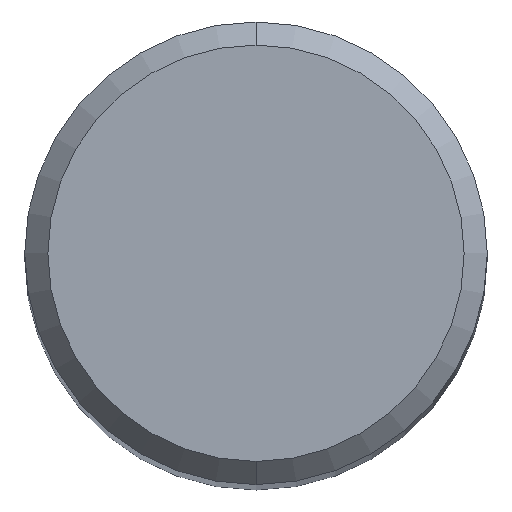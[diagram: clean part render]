
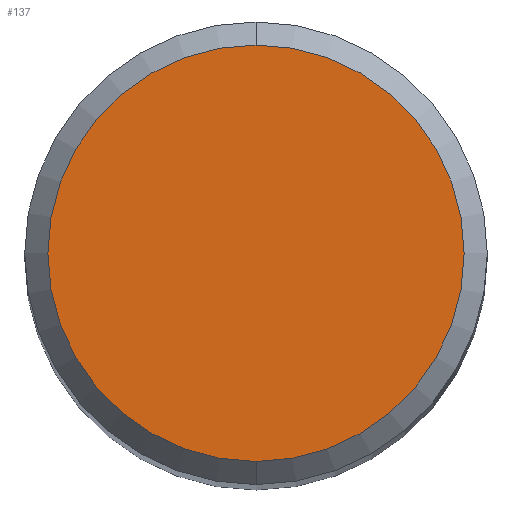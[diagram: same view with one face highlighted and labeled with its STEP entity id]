
A CAD part, top view. The second image highlights one B-rep face of the part: STEP entity #137.
In plain terms, the highlighted planar face has unit normal (0, 0, 1).
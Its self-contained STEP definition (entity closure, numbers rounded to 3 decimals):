
#103=EDGE_CURVE('',#143,#123,#255,.T.);
#123=VERTEX_POINT('',#279);
#137=ADVANCED_FACE('',(#296),#297,.T.);
#143=VERTEX_POINT('',#303);
#219=EDGE_CURVE('',#123,#143,#385,.T.);
#255=CIRCLE('',#417,3.6);
#279=CARTESIAN_POINT('',(0.,-3.6,0.0));
#296=FACE_OUTER_BOUND('',#466,.T.);
#297=PLANE('',#467);
#303=CARTESIAN_POINT('',(0.0,3.6,0.0));
#385=CIRCLE('',#585,3.6);
#417=AXIS2_PLACEMENT_3D('',#612,#613,#614);
#466=EDGE_LOOP('',(#671,#672));
#467=AXIS2_PLACEMENT_3D('',#673,#674,#675);
#585=AXIS2_PLACEMENT_3D('',#773,#774,#775);
#612=CARTESIAN_POINT('',(0.0,0.0,0.0));
#613=DIRECTION('',(0.0,0.0,-1.0));
#614=DIRECTION('',(0.0,1.0,0.0));
#671=ORIENTED_EDGE('',*,*,#103,.F.);
#672=ORIENTED_EDGE('',*,*,#219,.F.);
#673=CARTESIAN_POINT('',(0.0,1.8,0.0));
#674=DIRECTION('',(-0.0,0.0,1.0));
#675=DIRECTION('',(0.0,-1.0,0.0));
#773=CARTESIAN_POINT('',(0.0,0.0,0.0));
#774=DIRECTION('',(0.0,0.0,-1.0));
#775=DIRECTION('',(0.0,1.0,0.0));
